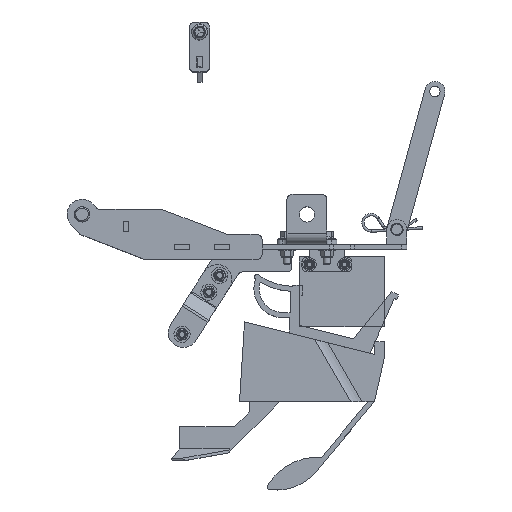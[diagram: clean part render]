
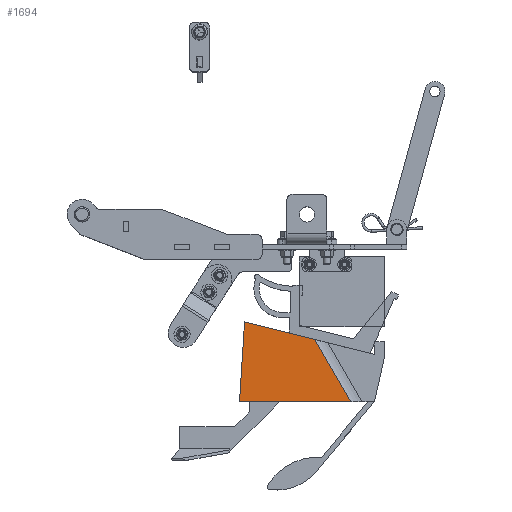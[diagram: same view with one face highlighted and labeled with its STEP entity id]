
A CAD part, top view. The second image highlights one B-rep face of the part: STEP entity #1694.
In plain terms, the highlighted face is planar.
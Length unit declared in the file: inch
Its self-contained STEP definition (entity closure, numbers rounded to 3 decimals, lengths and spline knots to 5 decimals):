
#160 = LINE ( 'NONE', #6384, #14134 ) ;
#542 = EDGE_LOOP ( 'NONE', ( #13135, #15461, #19968, #3096 ) ) ;
#832 = FACE_OUTER_BOUND ( 'NONE', #542, .T. ) ;
#1430 = CARTESIAN_POINT ( 'NONE',  ( 0.5, 0.125, -0.875 ) ) ;
#1694 = ADVANCED_FACE ( 'NONE', ( #832 ), #5505, .T. ) ;
#1742 = DIRECTION ( 'NONE',  ( -0.97, -0.243, 0. ) ) ;
#3096 = ORIENTED_EDGE ( 'NONE', *, *, #12552, .F. ) ;
#3812 = VERTEX_POINT ( 'NONE', #15757 ) ;
#4112 = VECTOR ( 'NONE', #6177, 39.37008 ) ;
#4588 = EDGE_CURVE ( 'NONE', #3812, #13281, #15777, .T. ) ;
#5505 = PLANE ( 'NONE',  #12668 ) ;
#6013 = VECTOR ( 'NONE', #1742, 39.37008 ) ;
#6177 = DIRECTION ( 'NONE',  ( 1., 0., 0. ) ) ;
#6384 = CARTESIAN_POINT ( 'NONE',  ( 2.24223, -1.29455, -0.875 ) ) ;
#6759 = DIRECTION ( 'NONE',  ( -1., 0., 0. ) ) ;
#6832 = CARTESIAN_POINT ( 'NONE',  ( 1.6906, -2.25, -0.875 ) ) ;
#7158 = CARTESIAN_POINT ( 'NONE',  ( 0., 0., -0.875 ) ) ;
#8059 = CARTESIAN_POINT ( 'NONE',  ( 0.5, -2.25, -0.875 ) ) ;
#8148 = LINE ( 'NONE', #8059, #4112 ) ;
#8351 = DIRECTION ( 'NONE',  ( 0.5, 0.866, 0. ) ) ;
#9127 = DIRECTION ( 'NONE',  ( -0.062, 0.998, 0. ) ) ;
#9512 = VERTEX_POINT ( 'NONE', #10922 ) ;
#9594 = EDGE_CURVE ( 'NONE', #10992, #13281, #160, .T. ) ;
#10565 = LINE ( 'NONE', #16866, #20149 ) ;
#10922 = CARTESIAN_POINT ( 'NONE',  ( 7.25, -2.25, -0.875 ) ) ;
#10992 = VERTEX_POINT ( 'NONE', #6832 ) ;
#12552 = EDGE_CURVE ( 'NONE', #9512, #3812, #10565, .T. ) ;
#12668 = AXIS2_PLACEMENT_3D ( 'NONE', #7158, #19258, #6759 ) ;
#13135 = ORIENTED_EDGE ( 'NONE', *, *, #20070, .F. ) ;
#13281 = VERTEX_POINT ( 'NONE', #14955 ) ;
#14134 = VECTOR ( 'NONE', #8351, 39.37008 ) ;
#14955 = CARTESIAN_POINT ( 'NONE',  ( 3.49394, 0.87349, -0.875 ) ) ;
#15461 = ORIENTED_EDGE ( 'NONE', *, *, #9594, .T. ) ;
#15757 = CARTESIAN_POINT ( 'NONE',  ( 7., 1.75, -0.875 ) ) ;
#15777 = LINE ( 'NONE', #1430, #6013 ) ;
#16866 = CARTESIAN_POINT ( 'NONE',  ( 7.25, -2.25, -0.875 ) ) ;
#19258 = DIRECTION ( 'NONE',  ( 0., 0., -1. ) ) ;
#19968 = ORIENTED_EDGE ( 'NONE', *, *, #4588, .F. ) ;
#20070 = EDGE_CURVE ( 'NONE', #10992, #9512, #8148, .T. ) ;
#20149 = VECTOR ( 'NONE', #9127, 39.37008 ) ;
